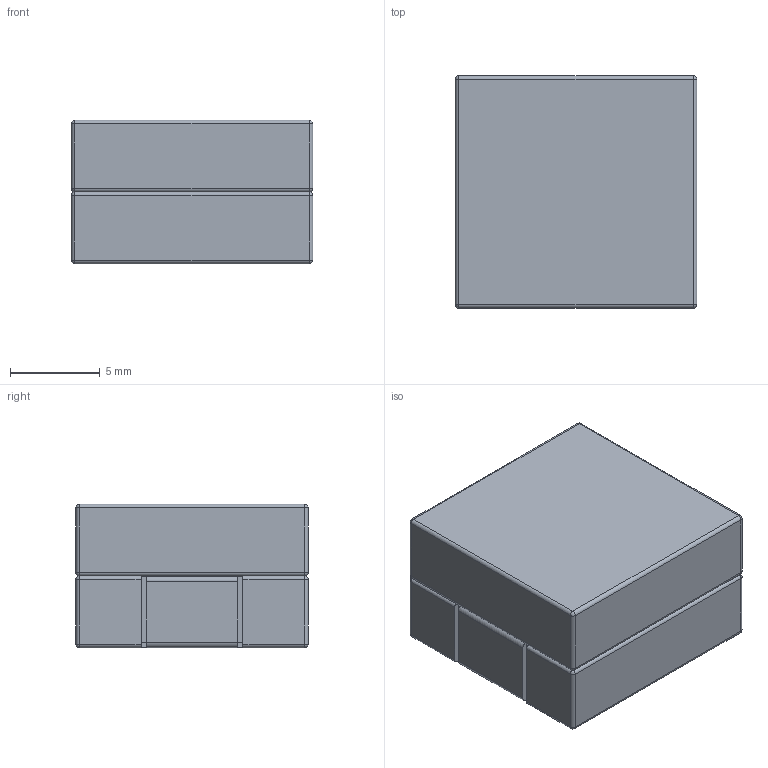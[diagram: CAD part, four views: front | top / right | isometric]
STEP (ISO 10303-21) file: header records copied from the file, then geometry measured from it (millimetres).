
FILE_DESCRIPTION(/* description */ (''),/* implementation_level */ '2;1');
FILE_NAME(/* name */ 'IND_PULSE_P0513.stp',/* time_stamp */ '2016-11-15T16:56:51+01:00',/* author */ ('jchouvet'),/* organization */ (''),/* preprocessor_version */ 'ST-DEVELOPER v16.1',/* originating_system */ 'AutoCAD Mechanical',/* authorisation */ '');
FILE_SCHEMA (('AUTOMOTIVE_DESIGN { 1 0 10303 214 3 1 1 }'));
Length unit declared in the file: millimetre
Products named in the file (1): Product
Bounding box: 13.46 x 12.95 x 8 mm (x, y, z)
Volume: 1388.9 mm3; surface area: 1239.3 mm2
Topology: 4 solids, 4 shells, 86 faces, 186 edges, 108 vertices
Faces by surface type: plane 38, cylinder 32, sphere 16
Entity records: 2326 total; most frequent: DIRECTION 424, CARTESIAN_POINT 381, ORIENTED_EDGE 372, EDGE_CURVE 186, AXIS2_PLACEMENT_3D 151, LINE 122, VECTOR 122, VERTEX_POINT 108
